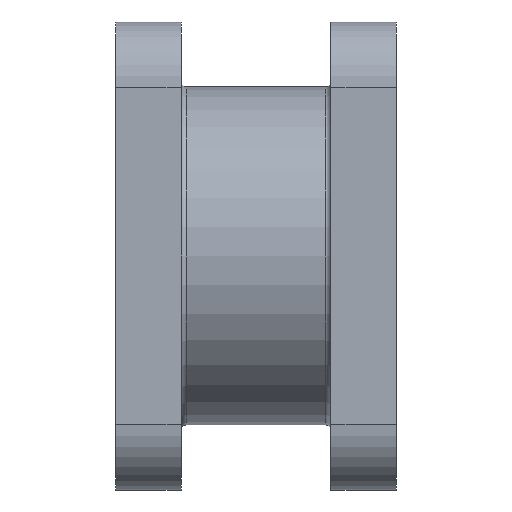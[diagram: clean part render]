
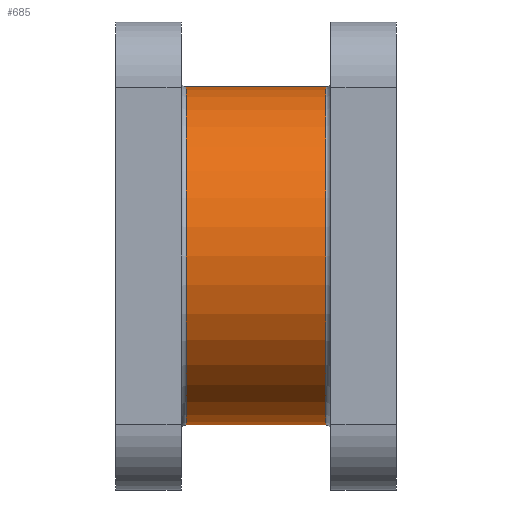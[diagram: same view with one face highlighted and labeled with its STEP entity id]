
A CAD part, front view. The second image highlights one B-rep face of the part: STEP entity #685.
In plain terms, the highlighted cylindrical face has radius 16.25 mm (diameter 32.5 mm), a partial arc.
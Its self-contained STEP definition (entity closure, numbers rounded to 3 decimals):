
#19 = LINE ( 'NONE', #1124, #147 ) ;
#91 = CIRCLE ( 'NONE', #1646, 16.25 ) ;
#147 = VECTOR ( 'NONE', #1015, 1000. ) ;
#186 = CIRCLE ( 'NONE', #1565, 16.25 ) ;
#225 = CYLINDRICAL_SURFACE ( 'NONE', #1508, 16.25 ) ;
#234 = FACE_OUTER_BOUND ( 'NONE', #326, .T. ) ;
#326 = EDGE_LOOP ( 'NONE', ( #449, #477, #458, #456 ) ) ;
#383 = LINE ( 'NONE', #1072, #388 ) ;
#388 = VECTOR ( 'NONE', #1145, 1000. ) ;
#449 = ORIENTED_EDGE ( 'NONE', *, *, #605, .F. ) ;
#456 = ORIENTED_EDGE ( 'NONE', *, *, #662, .T. ) ;
#458 = ORIENTED_EDGE ( 'NONE', *, *, #627, .T. ) ;
#477 = ORIENTED_EDGE ( 'NONE', *, *, #648, .T. ) ;
#605 = EDGE_CURVE ( 'NONE', #1400, #1230, #383, .T. ) ;
#627 = EDGE_CURVE ( 'NONE', #1178, #1196, #19, .T. ) ;
#648 = EDGE_CURVE ( 'NONE', #1400, #1178, #91, .T. ) ;
#662 = EDGE_CURVE ( 'NONE', #1196, #1230, #186, .T. ) ;
#685 = ADVANCED_FACE ( 'NONE', ( #234 ), #225, .T. ) ;
#725 = CARTESIAN_POINT ( 'NONE',  ( 20.2, 0., -16.25 ) ) ;
#800 = CARTESIAN_POINT ( 'NONE',  ( 6.8, 0., 16.25 ) ) ;
#813 = CARTESIAN_POINT ( 'NONE',  ( 6.8, 0., -16.25 ) ) ;
#887 = DIRECTION ( 'NONE',  ( 0., 0., 1. ) ) ;
#892 = DIRECTION ( 'NONE',  ( 1., 0., 0. ) ) ;
#926 = CARTESIAN_POINT ( 'NONE',  ( 6.8, 0., 0. ) ) ;
#932 = CARTESIAN_POINT ( 'NONE',  ( 20.2, 0., 16.25 ) ) ;
#986 = DIRECTION ( 'NONE',  ( 0., 0., -1. ) ) ;
#987 = DIRECTION ( 'NONE',  ( -1., 0., 0. ) ) ;
#1015 = DIRECTION ( 'NONE',  ( -1., 0., 0. ) ) ;
#1033 = CARTESIAN_POINT ( 'NONE',  ( 20.2, 0., 0. ) ) ;
#1047 = DIRECTION ( 'NONE',  ( 0., 0., 1. ) ) ;
#1072 = CARTESIAN_POINT ( 'NONE',  ( 0., 0., -16.25 ) ) ;
#1124 = CARTESIAN_POINT ( 'NONE',  ( 0., 0., 16.25 ) ) ;
#1145 = DIRECTION ( 'NONE',  ( -1., 0., 0. ) ) ;
#1178 = VERTEX_POINT ( 'NONE', #932 ) ;
#1196 = VERTEX_POINT ( 'NONE', #800 ) ;
#1230 = VERTEX_POINT ( 'NONE', #813 ) ;
#1254 = CARTESIAN_POINT ( 'NONE',  ( 0., 0., 0. ) ) ;
#1382 = DIRECTION ( 'NONE',  ( -1., 0., 0. ) ) ;
#1400 = VERTEX_POINT ( 'NONE', #725 ) ;
#1508 = AXIS2_PLACEMENT_3D ( 'NONE', #1254, #1382, #887 ) ;
#1565 = AXIS2_PLACEMENT_3D ( 'NONE', #926, #892, #1047 ) ;
#1646 = AXIS2_PLACEMENT_3D ( 'NONE', #1033, #987, #986 ) ;
